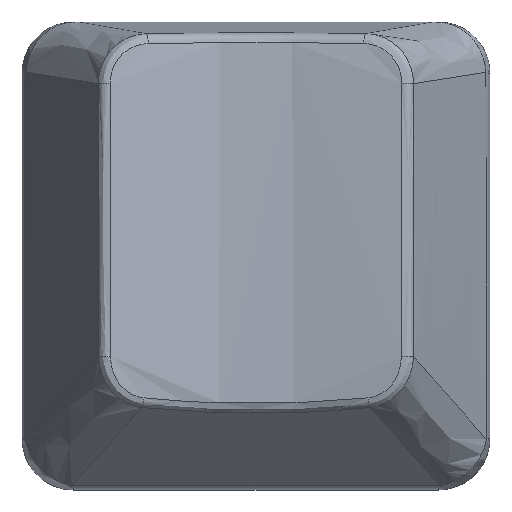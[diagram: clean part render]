
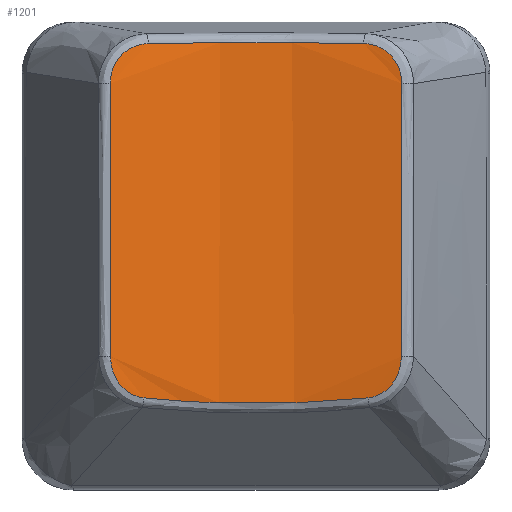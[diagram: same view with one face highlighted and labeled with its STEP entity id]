
A CAD part, top view. The second image highlights one B-rep face of the part: STEP entity #1201.
In plain terms, the highlighted free-form (B-spline) face has degree [1, 2] with [2, 3] control points.
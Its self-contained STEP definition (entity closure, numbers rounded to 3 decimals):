
#14=(
BOUNDED_SURFACE()
B_SPLINE_SURFACE(1,2,((#2773,#2774,#2775),(#2776,#2777,#2778)),
 .UNSPECIFIED.,.F.,.F.,.F.)
B_SPLINE_SURFACE_WITH_KNOTS((2,2),(3,3),(-0.528,0.124),
(-1.836,-1.306),.UNSPECIFIED.)
GEOMETRIC_REPRESENTATION_ITEM()
RATIONAL_B_SPLINE_SURFACE(((1.,0.965,1.),(1.,0.965,
1.)))
REPRESENTATION_ITEM('')
SURFACE()
);
#126=B_SPLINE_CURVE_WITH_KNOTS('',3,(#2480,#2481,#2482,#2483,#2484),
 .UNSPECIFIED.,.F.,.F.,(4,1,4),(0.,0.104,0.244),
 .UNSPECIFIED.);
#127=B_SPLINE_CURVE_WITH_KNOTS('',3,(#2506,#2507,#2508,#2509),
 .UNSPECIFIED.,.F.,.F.,(4,4),(-1.061,0.),.UNSPECIFIED.);
#128=B_SPLINE_CURVE_WITH_KNOTS('',3,(#2538,#2539,#2540,#2541,#2542),
 .UNSPECIFIED.,.F.,.F.,(4,1,4),(0.,0.132,
0.23),.UNSPECIFIED.);
#129=B_SPLINE_CURVE_WITH_KNOTS('',3,(#2565,#2566,#2567,#2568),
 .UNSPECIFIED.,.F.,.F.,(4,4),(0.,0.892),.UNSPECIFIED.);
#130=B_SPLINE_CURVE_WITH_KNOTS('',3,(#2601,#2602,#2603,#2604,#2605,#2606),
 .UNSPECIFIED.,.F.,.F.,(4,1,1,4),(0.,0.066,
0.132,0.23),.UNSPECIFIED.);
#131=B_SPLINE_CURVE_WITH_KNOTS('',3,(#2628,#2629,#2630,#2631),
 .UNSPECIFIED.,.F.,.F.,(4,4),(-1.061,0.),.UNSPECIFIED.);
#134=B_SPLINE_CURVE_WITH_KNOTS('',3,(#2671,#2672,#2673,#2674,#2675),
 .UNSPECIFIED.,.F.,.F.,(4,1,4),(0.,0.104,0.244),
 .UNSPECIFIED.);
#136=B_SPLINE_CURVE_WITH_KNOTS('',3,(#2700,#2701,#2702,#2703),
 .UNSPECIFIED.,.F.,.F.,(4,4),(0.,0.856),
 .UNSPECIFIED.);
#324=FACE_OUTER_BOUND('',#400,.T.);
#400=EDGE_LOOP('',(#988,#989,#990,#991,#992,#993,#994,#995));
#534=VERTEX_POINT('',#2470);
#536=VERTEX_POINT('',#2478);
#537=VERTEX_POINT('',#2505);
#538=VERTEX_POINT('',#2536);
#539=VERTEX_POINT('',#2563);
#540=VERTEX_POINT('',#2599);
#541=VERTEX_POINT('',#2627);
#543=VERTEX_POINT('',#2663);
#689=EDGE_CURVE('',#536,#534,#126,.T.);
#690=EDGE_CURVE('',#534,#537,#127,.T.);
#693=EDGE_CURVE('',#537,#538,#128,.T.);
#695=EDGE_CURVE('',#538,#539,#129,.T.);
#697=EDGE_CURVE('',#539,#540,#130,.T.);
#698=EDGE_CURVE('',#540,#541,#131,.T.);
#703=EDGE_CURVE('',#541,#543,#134,.T.);
#705=EDGE_CURVE('',#543,#536,#136,.T.);
#988=ORIENTED_EDGE('',*,*,#689,.F.);
#989=ORIENTED_EDGE('',*,*,#705,.F.);
#990=ORIENTED_EDGE('',*,*,#703,.F.);
#991=ORIENTED_EDGE('',*,*,#698,.F.);
#992=ORIENTED_EDGE('',*,*,#697,.F.);
#993=ORIENTED_EDGE('',*,*,#695,.F.);
#994=ORIENTED_EDGE('',*,*,#693,.F.);
#995=ORIENTED_EDGE('',*,*,#690,.F.);
#1201=ADVANCED_FACE('',(#324),#14,.T.);
#2470=CARTESIAN_POINT('',(5.655,6.689,6.121));
#2478=CARTESIAN_POINT('',(4.179,8.235,5.697));
#2480=CARTESIAN_POINT('Ctrl Pts',(4.179,8.235,5.697));
#2481=CARTESIAN_POINT('Ctrl Pts',(4.514,8.229,5.763));
#2482=CARTESIAN_POINT('Ctrl Pts',(5.293,7.953,5.953));
#2483=CARTESIAN_POINT('Ctrl Pts',(5.656,7.153,6.097));
#2484=CARTESIAN_POINT('Ctrl Pts',(5.655,6.689,6.121));
#2505=CARTESIAN_POINT('',(5.642,-3.91,6.673));
#2506=CARTESIAN_POINT('Ctrl Pts',(5.655,6.689,6.121));
#2507=CARTESIAN_POINT('Ctrl Pts',(5.65,3.156,6.305));
#2508=CARTESIAN_POINT('Ctrl Pts',(5.646,-0.377,6.489));
#2509=CARTESIAN_POINT('Ctrl Pts',(5.642,-3.91,6.673));
#2536=CARTESIAN_POINT('',(4.344,-5.519,6.451));
#2538=CARTESIAN_POINT('Ctrl Pts',(5.642,-3.91,6.673));
#2539=CARTESIAN_POINT('Ctrl Pts',(5.641,-4.348,6.696));
#2540=CARTESIAN_POINT('Ctrl Pts',(5.366,-5.13,6.659));
#2541=CARTESIAN_POINT('Ctrl Pts',(4.66,-5.487,6.514));
#2542=CARTESIAN_POINT('Ctrl Pts',(4.344,-5.519,6.451));
#2563=CARTESIAN_POINT('',(-4.344,-5.519,6.451));
#2565=CARTESIAN_POINT('Ctrl Pts',(4.344,-5.519,6.451));
#2566=CARTESIAN_POINT('Ctrl Pts',(1.495,-5.812,5.886));
#2567=CARTESIAN_POINT('Ctrl Pts',(-1.495,-5.812,5.886));
#2568=CARTESIAN_POINT('Ctrl Pts',(-4.344,-5.519,6.451));
#2599=CARTESIAN_POINT('',(-5.642,-3.91,6.673));
#2601=CARTESIAN_POINT('Ctrl Pts',(-4.344,-5.519,6.451));
#2602=CARTESIAN_POINT('Ctrl Pts',(-4.555,-5.497,6.493));
#2603=CARTESIAN_POINT('Ctrl Pts',(-4.966,-5.353,6.576));
#2604=CARTESIAN_POINT('Ctrl Pts',(-5.498,-4.791,6.68));
#2605=CARTESIAN_POINT('Ctrl Pts',(-5.641,-4.239,6.69));
#2606=CARTESIAN_POINT('Ctrl Pts',(-5.642,-3.91,6.673));
#2627=CARTESIAN_POINT('',(-5.655,6.689,6.121));
#2628=CARTESIAN_POINT('Ctrl Pts',(-5.642,-3.91,6.673));
#2629=CARTESIAN_POINT('Ctrl Pts',(-5.646,-0.377,
6.489));
#2630=CARTESIAN_POINT('Ctrl Pts',(-5.65,3.156,6.305));
#2631=CARTESIAN_POINT('Ctrl Pts',(-5.655,6.689,6.121));
#2663=CARTESIAN_POINT('',(-4.179,8.235,5.697));
#2671=CARTESIAN_POINT('Ctrl Pts',(-5.655,6.689,6.121));
#2672=CARTESIAN_POINT('Ctrl Pts',(-5.656,7.037,6.103));
#2673=CARTESIAN_POINT('Ctrl Pts',(-5.392,7.85,5.986));
#2674=CARTESIAN_POINT('Ctrl Pts',(-4.626,8.227,5.785));
#2675=CARTESIAN_POINT('Ctrl Pts',(-4.179,8.235,5.697));
#2700=CARTESIAN_POINT('Ctrl Pts',(-4.179,8.235,5.697));
#2701=CARTESIAN_POINT('Ctrl Pts',(-1.428,8.284,5.156));
#2702=CARTESIAN_POINT('Ctrl Pts',(1.428,8.284,5.156));
#2703=CARTESIAN_POINT('Ctrl Pts',(4.179,8.235,5.697));
#2773=CARTESIAN_POINT('Ctrl Pts',(5.655,-5.719,6.772));
#2774=CARTESIAN_POINT('Ctrl Pts',(0.,-5.799,
5.253));
#2775=CARTESIAN_POINT('Ctrl Pts',(-5.655,-5.719,6.772));
#2776=CARTESIAN_POINT('Ctrl Pts',(5.655,8.33,6.035));
#2777=CARTESIAN_POINT('Ctrl Pts',(0.,8.251,
4.516));
#2778=CARTESIAN_POINT('Ctrl Pts',(-5.655,8.33,6.035));
